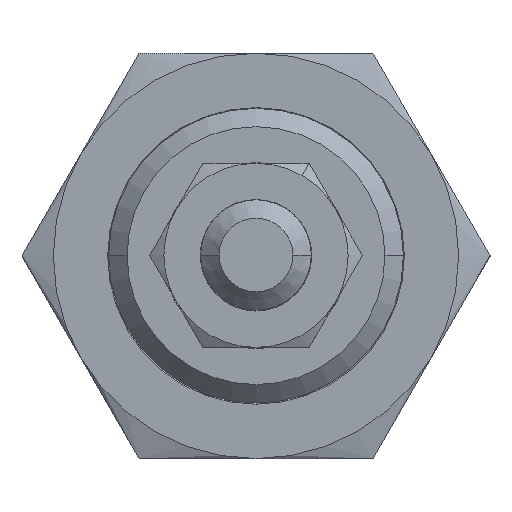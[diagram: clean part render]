
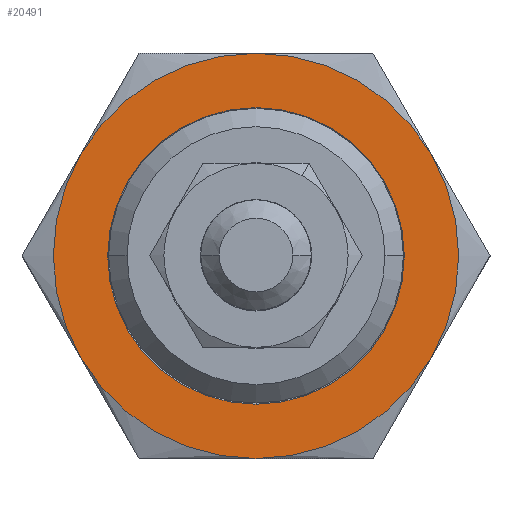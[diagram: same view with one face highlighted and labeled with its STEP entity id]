
A CAD part, top view. The second image highlights one B-rep face of the part: STEP entity #20491.
In plain terms, the highlighted planar face has unit normal (0, 0, 1).
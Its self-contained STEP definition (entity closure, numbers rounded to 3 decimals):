
#24 = EDGE_CURVE ( 'NONE', #5787, #18275, #2690, .T. ) ;
#38 = DIRECTION ( 'NONE',  ( 0., 1., 0. ) ) ;
#250 = DIRECTION ( 'NONE',  ( 0., 1., 0. ) ) ;
#348 = CIRCLE ( 'NONE', #18967, 11. ) ;
#642 = EDGE_LOOP ( 'NONE', ( #12853, #16316, #14943, #20102, #7503, #5339 ) ) ;
#1479 = CARTESIAN_POINT ( 'NONE',  ( 0., 8.05, 223. ) ) ;
#2251 = CARTESIAN_POINT ( 'NONE',  ( 9.526, 5.5, 223. ) ) ;
#2690 = CIRCLE ( 'NONE', #8219, 11. ) ;
#3503 = CARTESIAN_POINT ( 'NONE',  ( 0., -8.05, 223. ) ) ;
#3583 = EDGE_CURVE ( 'NONE', #14406, #3701, #8319, .T. ) ;
#3701 = VERTEX_POINT ( 'NONE', #1479 ) ;
#3848 = FACE_OUTER_BOUND ( 'NONE', #642, .T. ) ;
#4299 = CARTESIAN_POINT ( 'NONE',  ( 0., 0., 223. ) ) ;
#4564 = DIRECTION ( 'NONE',  ( 0., 1., 0. ) ) ;
#4591 = AXIS2_PLACEMENT_3D ( 'NONE', #4299, #18941, #15454 ) ;
#5108 = CARTESIAN_POINT ( 'NONE',  ( 0., 0., 223. ) ) ;
#5339 = ORIENTED_EDGE ( 'NONE', *, *, #22003, .F. ) ;
#5346 = DIRECTION ( 'NONE',  ( 0., 1., 0. ) ) ;
#5652 = AXIS2_PLACEMENT_3D ( 'NONE', #7921, #19203, #17235 ) ;
#5699 = DIRECTION ( 'NONE',  ( 0., 0., -1. ) ) ;
#5787 = VERTEX_POINT ( 'NONE', #11806 ) ;
#6961 = CARTESIAN_POINT ( 'NONE',  ( 0., 0., 223. ) ) ;
#7284 = VERTEX_POINT ( 'NONE', #2251 ) ;
#7503 = ORIENTED_EDGE ( 'NONE', *, *, #8044, .F. ) ;
#7618 = CIRCLE ( 'NONE', #10799, 11. ) ;
#7687 = CARTESIAN_POINT ( 'NONE',  ( 0., 0., 223. ) ) ;
#7921 = CARTESIAN_POINT ( 'NONE',  ( 0., 0., 223. ) ) ;
#8044 = EDGE_CURVE ( 'NONE', #22654, #5787, #17350, .T. ) ;
#8219 = AXIS2_PLACEMENT_3D ( 'NONE', #17509, #22979, #38 ) ;
#8319 = CIRCLE ( 'NONE', #22212, 8.05 ) ;
#8676 = DIRECTION ( 'NONE',  ( 0., 1., 0. ) ) ;
#10799 = AXIS2_PLACEMENT_3D ( 'NONE', #7687, #5699, #250 ) ;
#11806 = CARTESIAN_POINT ( 'NONE',  ( 0., -11., 223. ) ) ;
#11824 = AXIS2_PLACEMENT_3D ( 'NONE', #5108, #21981, #5346 ) ;
#11830 = VERTEX_POINT ( 'NONE', #20331 ) ;
#12696 = CARTESIAN_POINT ( 'NONE',  ( 9.526, -5.5, 223. ) ) ;
#12853 = ORIENTED_EDGE ( 'NONE', *, *, #21750, .F. ) ;
#13772 = AXIS2_PLACEMENT_3D ( 'NONE', #16510, #21853, #23965 ) ;
#14406 = VERTEX_POINT ( 'NONE', #3503 ) ;
#14649 = EDGE_LOOP ( 'NONE', ( #22397, #15907 ) ) ;
#14903 = CIRCLE ( 'NONE', #4591, 11. ) ;
#14943 = ORIENTED_EDGE ( 'NONE', *, *, #24161, .F. ) ;
#15256 = PLANE ( 'NONE',  #5652 ) ;
#15454 = DIRECTION ( 'NONE',  ( 0., 1., 0. ) ) ;
#15712 = CARTESIAN_POINT ( 'NONE',  ( 0., 0., 223. ) ) ;
#15907 = ORIENTED_EDGE ( 'NONE', *, *, #24215, .T. ) ;
#16060 = CIRCLE ( 'NONE', #21214, 11. ) ;
#16316 = ORIENTED_EDGE ( 'NONE', *, *, #20489, .F. ) ;
#16510 = CARTESIAN_POINT ( 'NONE',  ( 0., 0., 223. ) ) ;
#17235 = DIRECTION ( 'NONE',  ( 0., 1., 0. ) ) ;
#17350 = CIRCLE ( 'NONE', #13772, 11. ) ;
#17509 = CARTESIAN_POINT ( 'NONE',  ( 0., 0., 223. ) ) ;
#17992 = CARTESIAN_POINT ( 'NONE',  ( 0., 11., 223. ) ) ;
#18126 = DIRECTION ( 'NONE',  ( 0., 0., -1. ) ) ;
#18275 = VERTEX_POINT ( 'NONE', #19222 ) ;
#18941 = DIRECTION ( 'NONE',  ( 0., 0., -1. ) ) ;
#18967 = AXIS2_PLACEMENT_3D ( 'NONE', #6961, #18126, #20600 ) ;
#19203 = DIRECTION ( 'NONE',  ( 0., 0., -1. ) ) ;
#19222 = CARTESIAN_POINT ( 'NONE',  ( -9.526, -5.5, 223. ) ) ;
#19576 = CARTESIAN_POINT ( 'NONE',  ( 0., 0., 223. ) ) ;
#19940 = DIRECTION ( 'NONE',  ( 0., 0., -1. ) ) ;
#20102 = ORIENTED_EDGE ( 'NONE', *, *, #24, .F. ) ;
#20250 = VERTEX_POINT ( 'NONE', #17992 ) ;
#20331 = CARTESIAN_POINT ( 'NONE',  ( -9.526, 5.5, 223. ) ) ;
#20489 = EDGE_CURVE ( 'NONE', #11830, #20250, #7618, .T. ) ;
#20491 = ADVANCED_FACE ( 'NONE', ( #22707, #3848 ), #15256, .F. ) ;
#20600 = DIRECTION ( 'NONE',  ( 0., 1., 0. ) ) ;
#21214 = AXIS2_PLACEMENT_3D ( 'NONE', #19576, #22073, #8676 ) ;
#21750 = EDGE_CURVE ( 'NONE', #20250, #7284, #16060, .T. ) ;
#21853 = DIRECTION ( 'NONE',  ( 0., 0., -1. ) ) ;
#21981 = DIRECTION ( 'NONE',  ( 0., 0., -1. ) ) ;
#22003 = EDGE_CURVE ( 'NONE', #7284, #22654, #14903, .T. ) ;
#22073 = DIRECTION ( 'NONE',  ( 0., 0., -1. ) ) ;
#22212 = AXIS2_PLACEMENT_3D ( 'NONE', #15712, #19940, #4564 ) ;
#22397 = ORIENTED_EDGE ( 'NONE', *, *, #3583, .T. ) ;
#22654 = VERTEX_POINT ( 'NONE', #12696 ) ;
#22707 = FACE_BOUND ( 'NONE', #14649, .T. ) ;
#22979 = DIRECTION ( 'NONE',  ( 0., 0., -1. ) ) ;
#23965 = DIRECTION ( 'NONE',  ( 0., 1., 0. ) ) ;
#24130 = CIRCLE ( 'NONE', #11824, 8.05 ) ;
#24161 = EDGE_CURVE ( 'NONE', #18275, #11830, #348, .T. ) ;
#24215 = EDGE_CURVE ( 'NONE', #3701, #14406, #24130, .T. ) ;
